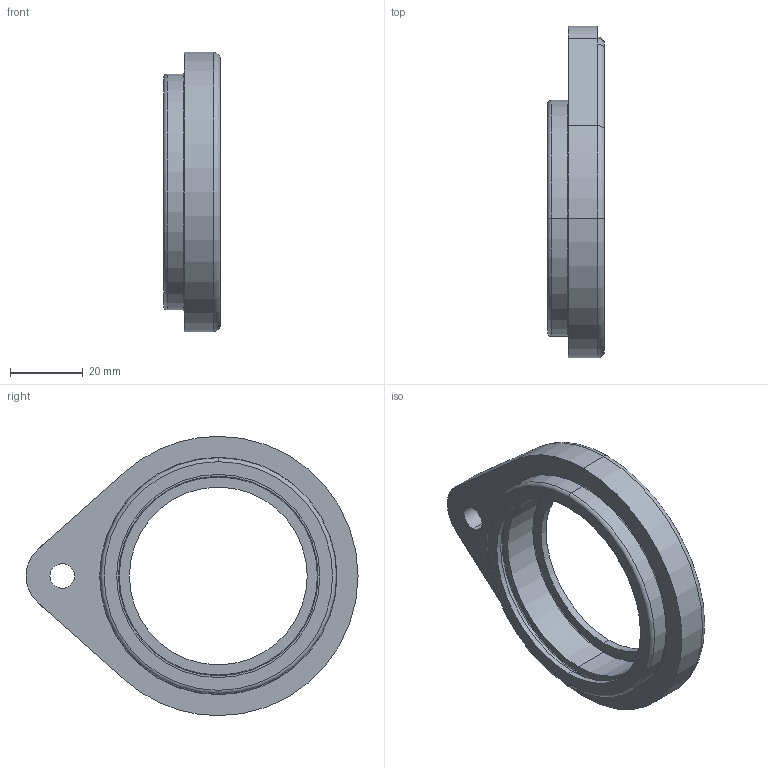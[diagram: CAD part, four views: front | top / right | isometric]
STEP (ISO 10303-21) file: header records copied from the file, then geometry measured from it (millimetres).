
FILE_DESCRIPTION (( 'STEP AP214' ), '1' );
FILE_NAME ('CYC-012.step', '2024-04-03T09:39:27', ( '' ), ( '' ), 'SwSTEP 2.0', 'SolidWorks 2024', '' );
FILE_SCHEMA (( 'AUTOMOTIVE_DESIGN' ));
Length unit declared in the file: millimetre
Products named in the file (1): CYC-012
Bounding box: 15.7 x 91.5 x 77 mm (x, y, z)
Volume: 31477 mm3; surface area: 13082.1 mm2
Topology: 1 solids, 1 shells, 43 faces, 95 edges, 58 vertices
Faces by surface type: cylinder 18, torus 16, plane 9
Entity records: 1263 total; most frequent: DIRECTION 252, CARTESIAN_POINT 197, ORIENTED_EDGE 190, AXIS2_PLACEMENT_3D 113, EDGE_CURVE 95, CIRCLE 69, VERTEX_POINT 58, EDGE_LOOP 51
